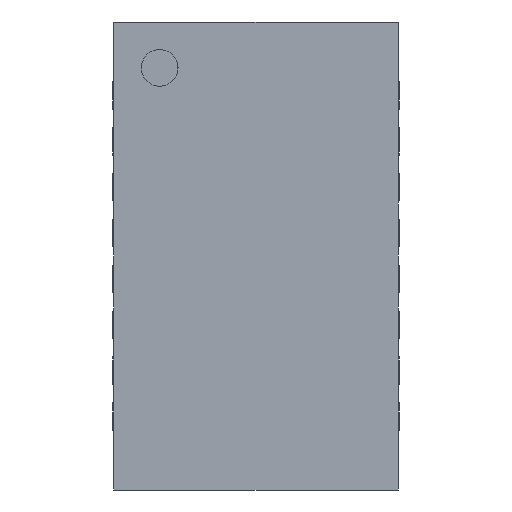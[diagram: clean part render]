
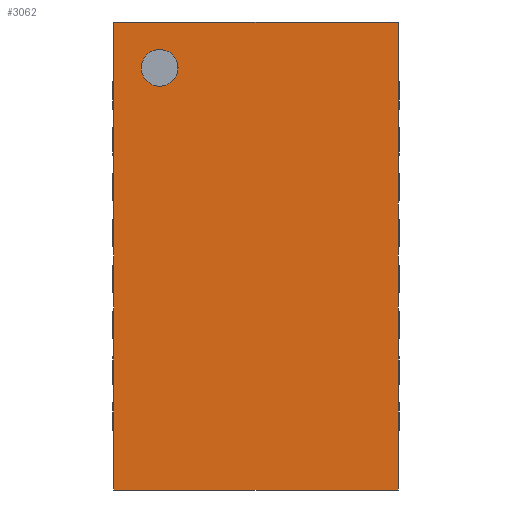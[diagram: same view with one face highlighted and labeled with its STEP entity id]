
A CAD part, front view. The second image highlights one B-rep face of the part: STEP entity #3062.
In plain terms, the highlighted planar face has unit normal (0, -1, 0).
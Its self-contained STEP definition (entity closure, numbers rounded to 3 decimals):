
#917 = VERTEX_POINT('',#918);
#918 = CARTESIAN_POINT('',(-1.55,-0.8,-3.05));
#924 = EDGE_CURVE('',#917,#925,#927,.T.);
#925 = VERTEX_POINT('',#926);
#926 = CARTESIAN_POINT('',(-1.55,-0.8,2.05));
#927 = LINE('',#928,#929);
#928 = CARTESIAN_POINT('',(-1.55,-0.8,-2.05));
#929 = VECTOR('',#930,1.);
#930 = DIRECTION('',(0.,0.,1.));
#1150 = VERTEX_POINT('',#1151);
#1151 = CARTESIAN_POINT('',(1.55,-0.8,-3.05));
#1157 = EDGE_CURVE('',#1150,#917,#1158,.T.);
#1158 = LINE('',#1159,#1160);
#1159 = CARTESIAN_POINT('',(1.55,-0.8,-3.05));
#1160 = VECTOR('',#1161,1.);
#1161 = DIRECTION('',(-1.,0.,0.));
#1385 = VERTEX_POINT('',#1386);
#1386 = CARTESIAN_POINT('',(1.55,-0.8,2.05));
#1392 = EDGE_CURVE('',#1385,#1150,#1393,.T.);
#1393 = LINE('',#1394,#1395);
#1394 = CARTESIAN_POINT('',(1.55,-0.8,2.05));
#1395 = VECTOR('',#1396,1.);
#1396 = DIRECTION('',(0.,0.,-1.));
#2827 = EDGE_CURVE('',#925,#1385,#2828,.T.);
#2828 = LINE('',#2829,#2830);
#2829 = CARTESIAN_POINT('',(-1.55,-0.8,2.05));
#2830 = VECTOR('',#2831,1.);
#2831 = DIRECTION('',(1.,0.,0.));
#3062 = ADVANCED_FACE('',(#3063,#3083),#3089,.T.);
#3063 = FACE_BOUND('',#3064,.T.);
#3064 = EDGE_LOOP('',(#3065,#3076));
#3065 = ORIENTED_EDGE('',*,*,#3066,.T.);
#3066 = EDGE_CURVE('',#3067,#3069,#3071,.T.);
#3067 = VERTEX_POINT('',#3068);
#3068 = CARTESIAN_POINT('',(-1.05,-0.8,1.75));
#3069 = VERTEX_POINT('',#3070);
#3070 = CARTESIAN_POINT('',(-1.05,-0.8,1.35));
#3071 = CIRCLE('',#3072,0.2);
#3072 = AXIS2_PLACEMENT_3D('',#3073,#3074,#3075);
#3073 = CARTESIAN_POINT('',(-1.05,-0.8,1.55));
#3074 = DIRECTION('',(0.,1.,0.));
#3075 = DIRECTION('',(0.,0.,1.));
#3076 = ORIENTED_EDGE('',*,*,#3077,.T.);
#3077 = EDGE_CURVE('',#3069,#3067,#3078,.T.);
#3078 = CIRCLE('',#3079,0.2);
#3079 = AXIS2_PLACEMENT_3D('',#3080,#3081,#3082);
#3080 = CARTESIAN_POINT('',(-1.05,-0.8,1.55));
#3081 = DIRECTION('',(0.,1.,0.));
#3082 = DIRECTION('',(0.,0.,1.));
#3083 = FACE_BOUND('',#3084,.T.);
#3084 = EDGE_LOOP('',(#3085,#3086,#3087,#3088));
#3085 = ORIENTED_EDGE('',*,*,#2827,.F.);
#3086 = ORIENTED_EDGE('',*,*,#924,.F.);
#3087 = ORIENTED_EDGE('',*,*,#1157,.F.);
#3088 = ORIENTED_EDGE('',*,*,#1392,.F.);
#3089 = PLANE('',#3090);
#3090 = AXIS2_PLACEMENT_3D('',#3091,#3092,#3093);
#3091 = CARTESIAN_POINT('',(-1.55,-0.8,2.05));
#3092 = DIRECTION('',(0.,-1.,0.));
#3093 = DIRECTION('',(0.,0.,-1.));
